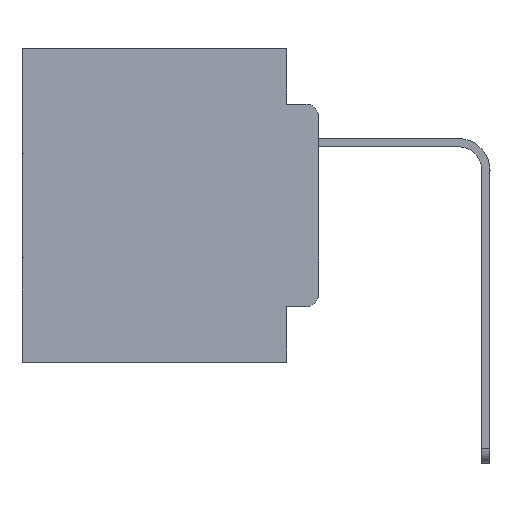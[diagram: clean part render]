
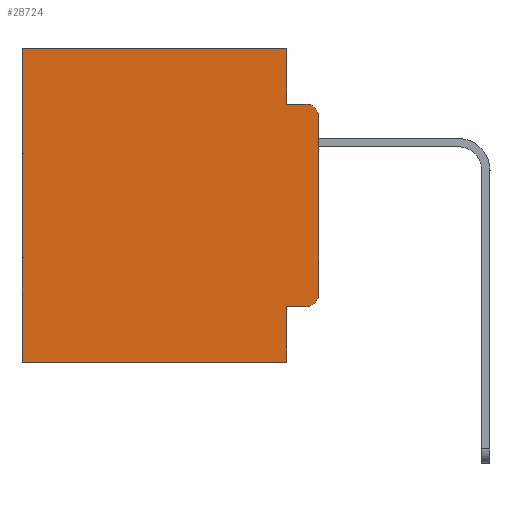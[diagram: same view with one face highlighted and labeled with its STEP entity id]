
A CAD part, left-side view. The second image highlights one B-rep face of the part: STEP entity #28724.
In plain terms, the highlighted planar face has unit normal (-1, 0, 0).
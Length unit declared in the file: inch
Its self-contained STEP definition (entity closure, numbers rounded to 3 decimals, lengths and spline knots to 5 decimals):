
#301 = EDGE_CURVE ( 'NONE', #22785, #28960, #13567, .T. ) ;
#742 = VECTOR ( 'NONE', #14051, 39.37008 ) ;
#1530 = LINE ( 'NONE', #21915, #7832 ) ;
#1998 = DIRECTION ( 'NONE',  ( 0., 0., -1. ) ) ;
#2084 = ORIENTED_EDGE ( 'NONE', *, *, #20562, .T. ) ;
#2714 = LINE ( 'NONE', #17439, #15677 ) ;
#2978 = EDGE_CURVE ( 'NONE', #26531, #18819, #14565, .T. ) ;
#3232 = CARTESIAN_POINT ( 'NONE',  ( 0.298, 0., 0. ) ) ;
#3708 = VERTEX_POINT ( 'NONE', #5239 ) ;
#4198 = CARTESIAN_POINT ( 'NONE',  ( 0.298, 0., 0. ) ) ;
#4302 = VECTOR ( 'NONE', #24587, 39.37008 ) ;
#4664 = CARTESIAN_POINT ( 'NONE',  ( 0.298, 0.051, 0. ) ) ;
#5239 = CARTESIAN_POINT ( 'NONE',  ( 0.298, 0.02, -0.0885 ) ) ;
#6275 = CARTESIAN_POINT ( 'NONE',  ( 0.298, 0.02, -0.3915 ) ) ;
#6277 = CARTESIAN_POINT ( 'NONE',  ( 0.298, 0.051, -0.0885 ) ) ;
#6708 = DIRECTION ( 'NONE',  ( 0., 0., -1. ) ) ;
#7635 = CARTESIAN_POINT ( 'NONE',  ( 0.298, 0., -0.3915 ) ) ;
#7770 = LINE ( 'NONE', #4198, #9604 ) ;
#7832 = VECTOR ( 'NONE', #14866, 39.37008 ) ;
#7915 = FACE_OUTER_BOUND ( 'NONE', #19729, .T. ) ;
#8004 = VECTOR ( 'NONE', #25688, 39.37008 ) ;
#8732 = DIRECTION ( 'NONE',  ( 0., 0., -1. ) ) ;
#8986 = CARTESIAN_POINT ( 'NONE',  ( 0.298, 0., 0. ) ) ;
#9604 = VECTOR ( 'NONE', #8732, 39.37008 ) ;
#9845 = LINE ( 'NONE', #3232, #4302 ) ;
#9898 = CARTESIAN_POINT ( 'NONE',  ( 0.298, 0.051, -0.0885 ) ) ;
#10931 = DIRECTION ( 'NONE',  ( -1., 0., 0. ) ) ;
#11450 = DIRECTION ( 'NONE',  ( 1., 0., 0. ) ) ;
#11828 = ORIENTED_EDGE ( 'NONE', *, *, #29251, .F. ) ;
#11964 = AXIS2_PLACEMENT_3D ( 'NONE', #6275, #10931, #29823 ) ;
#12179 = LINE ( 'NONE', #21203, #742 ) ;
#12183 = EDGE_CURVE ( 'NONE', #18819, #3708, #20320, .T. ) ;
#12334 = VERTEX_POINT ( 'NONE', #20970 ) ;
#12921 = DIRECTION ( 'NONE',  ( -1., 0., 0. ) ) ;
#13567 = LINE ( 'NONE', #16134, #8004 ) ;
#13646 = AXIS2_PLACEMENT_3D ( 'NONE', #17691, #12921, #22371 ) ;
#14051 = DIRECTION ( 'NONE',  ( 0., -1., 0. ) ) ;
#14565 = LINE ( 'NONE', #4664, #14916 ) ;
#14866 = DIRECTION ( 'NONE',  ( 0., 0., -1. ) ) ;
#14916 = VECTOR ( 'NONE', #1998, 39.37008 ) ;
#15655 = ORIENTED_EDGE ( 'NONE', *, *, #12183, .F. ) ;
#15677 = VECTOR ( 'NONE', #17038, 39.37008 ) ;
#16046 = ORIENTED_EDGE ( 'NONE', *, *, #30446, .F. ) ;
#16129 = EDGE_CURVE ( 'NONE', #26531, #22785, #9845, .T. ) ;
#16134 = CARTESIAN_POINT ( 'NONE',  ( 0.298, 0.473, 0. ) ) ;
#16166 = VERTEX_POINT ( 'NONE', #26761 ) ;
#16334 = PLANE ( 'NONE',  #26701 ) ;
#16824 = EDGE_CURVE ( 'NONE', #16166, #24349, #30591, .T. ) ;
#16977 = VERTEX_POINT ( 'NONE', #22865 ) ;
#17038 = DIRECTION ( 'NONE',  ( 0., 1., 0. ) ) ;
#17439 = CARTESIAN_POINT ( 'NONE',  ( 0.298, 0., -0.5 ) ) ;
#17691 = CARTESIAN_POINT ( 'NONE',  ( 0.298, 0.02, -0.1085 ) ) ;
#18239 = VERTEX_POINT ( 'NONE', #25519 ) ;
#18819 = VERTEX_POINT ( 'NONE', #9898 ) ;
#19729 = EDGE_LOOP ( 'NONE', ( #25831, #25072, #15655, #28587, #30221, #28448, #11828, #16046, #2084, #20997 ) ) ;
#20320 = LINE ( 'NONE', #6277, #28873 ) ;
#20562 = EDGE_CURVE ( 'NONE', #18239, #16166, #12179, .T. ) ;
#20653 = CIRCLE ( 'NONE', #13646, 0.02 ) ;
#20769 = CARTESIAN_POINT ( 'NONE',  ( 0.298, 0.473, -0.5 ) ) ;
#20970 = CARTESIAN_POINT ( 'NONE',  ( 0.298, 0.051, -0.5 ) ) ;
#20997 = ORIENTED_EDGE ( 'NONE', *, *, #16824, .T. ) ;
#21203 = CARTESIAN_POINT ( 'NONE',  ( 0.298, 0.051, -0.4115 ) ) ;
#21915 = CARTESIAN_POINT ( 'NONE',  ( 0.298, 0.051, 0. ) ) ;
#22119 = EDGE_CURVE ( 'NONE', #16977, #3708, #20653, .T. ) ;
#22371 = DIRECTION ( 'NONE',  ( 0., 0., -1. ) ) ;
#22785 = VERTEX_POINT ( 'NONE', #25152 ) ;
#22865 = CARTESIAN_POINT ( 'NONE',  ( 0.298, 0., -0.1085 ) ) ;
#24289 = CARTESIAN_POINT ( 'NONE',  ( 0.298, 0.051, 0. ) ) ;
#24349 = VERTEX_POINT ( 'NONE', #7635 ) ;
#24587 = DIRECTION ( 'NONE',  ( 0., 1., 0. ) ) ;
#25072 = ORIENTED_EDGE ( 'NONE', *, *, #22119, .T. ) ;
#25152 = CARTESIAN_POINT ( 'NONE',  ( 0.298, 0.473, 0. ) ) ;
#25519 = CARTESIAN_POINT ( 'NONE',  ( 0.298, 0.051, -0.4115 ) ) ;
#25688 = DIRECTION ( 'NONE',  ( 0., 0., -1. ) ) ;
#25831 = ORIENTED_EDGE ( 'NONE', *, *, #27786, .F. ) ;
#26531 = VERTEX_POINT ( 'NONE', #24289 ) ;
#26701 = AXIS2_PLACEMENT_3D ( 'NONE', #8986, #11450, #6708 ) ;
#26761 = CARTESIAN_POINT ( 'NONE',  ( 0.298, 0.02, -0.4115 ) ) ;
#27786 = EDGE_CURVE ( 'NONE', #16977, #24349, #7770, .T. ) ;
#28448 = ORIENTED_EDGE ( 'NONE', *, *, #301, .T. ) ;
#28587 = ORIENTED_EDGE ( 'NONE', *, *, #2978, .F. ) ;
#28724 = ADVANCED_FACE ( 'NONE', ( #7915 ), #16334, .F. ) ;
#28873 = VECTOR ( 'NONE', #30424, 39.37008 ) ;
#28960 = VERTEX_POINT ( 'NONE', #20769 ) ;
#29251 = EDGE_CURVE ( 'NONE', #12334, #28960, #2714, .T. ) ;
#29823 = DIRECTION ( 'NONE',  ( 0., 0., -1. ) ) ;
#30221 = ORIENTED_EDGE ( 'NONE', *, *, #16129, .T. ) ;
#30424 = DIRECTION ( 'NONE',  ( 0., -1., 0. ) ) ;
#30446 = EDGE_CURVE ( 'NONE', #18239, #12334, #1530, .T. ) ;
#30591 = CIRCLE ( 'NONE', #11964, 0.02 ) ;
